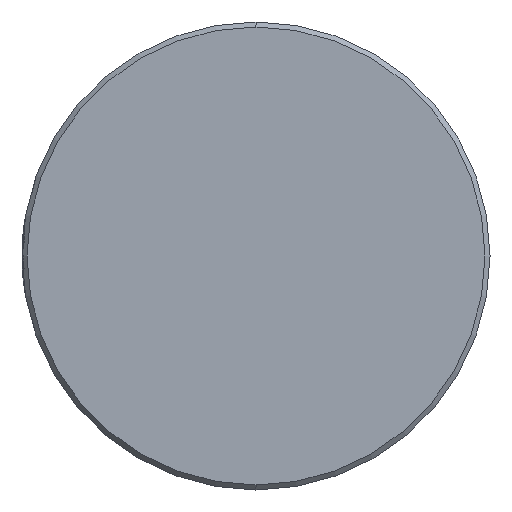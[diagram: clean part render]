
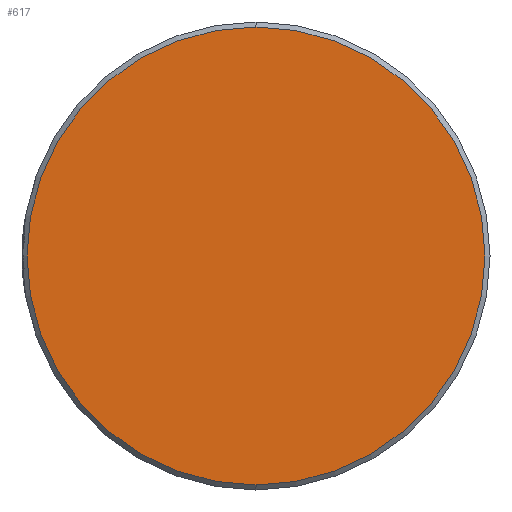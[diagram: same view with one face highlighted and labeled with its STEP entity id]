
A CAD part, left-side view. The second image highlights one B-rep face of the part: STEP entity #617.
In plain terms, the highlighted planar face has unit normal (-1, 0, 0).
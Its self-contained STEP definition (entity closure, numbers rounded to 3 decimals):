
#22 = AXIS2_PLACEMENT_3D ( 'NONE', #1134, #531, #1233 ) ;
#101 = EDGE_LOOP ( 'NONE', ( #237, #878 ) ) ;
#144 = VERTEX_POINT ( 'NONE', #192 ) ;
#158 = AXIS2_PLACEMENT_3D ( 'NONE', #343, #440, #1148 ) ;
#160 = DIRECTION ( 'NONE',  ( -1., 0., 0. ) ) ;
#192 = CARTESIAN_POINT ( 'NONE',  ( -5., 0., 13.7 ) ) ;
#206 = CIRCLE ( 'NONE', #970, 13.7 ) ;
#237 = ORIENTED_EDGE ( 'NONE', *, *, #934, .T. ) ;
#320 = CIRCLE ( 'NONE', #22, 13.7 ) ;
#343 = CARTESIAN_POINT ( 'NONE',  ( -5., 0., 0. ) ) ;
#402 = FACE_OUTER_BOUND ( 'NONE', #101, .T. ) ;
#440 = DIRECTION ( 'NONE',  ( -1., 0., 0. ) ) ;
#531 = DIRECTION ( 'NONE',  ( -1., 0., 0. ) ) ;
#617 = ADVANCED_FACE ( 'NONE', ( #402 ), #940, .T. ) ;
#768 = CARTESIAN_POINT ( 'NONE',  ( -5., 0., 0. ) ) ;
#780 = EDGE_CURVE ( 'NONE', #144, #1113, #206, .T. ) ;
#867 = DIRECTION ( 'NONE',  ( 0., 0., 1. ) ) ;
#878 = ORIENTED_EDGE ( 'NONE', *, *, #780, .T. ) ;
#934 = EDGE_CURVE ( 'NONE', #1113, #144, #320, .T. ) ;
#940 = PLANE ( 'NONE',  #158 ) ;
#970 = AXIS2_PLACEMENT_3D ( 'NONE', #768, #160, #867 ) ;
#1113 = VERTEX_POINT ( 'NONE', #1192 ) ;
#1134 = CARTESIAN_POINT ( 'NONE',  ( -5., 0., 0. ) ) ;
#1148 = DIRECTION ( 'NONE',  ( 0., 0., 1. ) ) ;
#1192 = CARTESIAN_POINT ( 'NONE',  ( -5., 0., -13.7 ) ) ;
#1233 = DIRECTION ( 'NONE',  ( 0., 0., 1. ) ) ;
